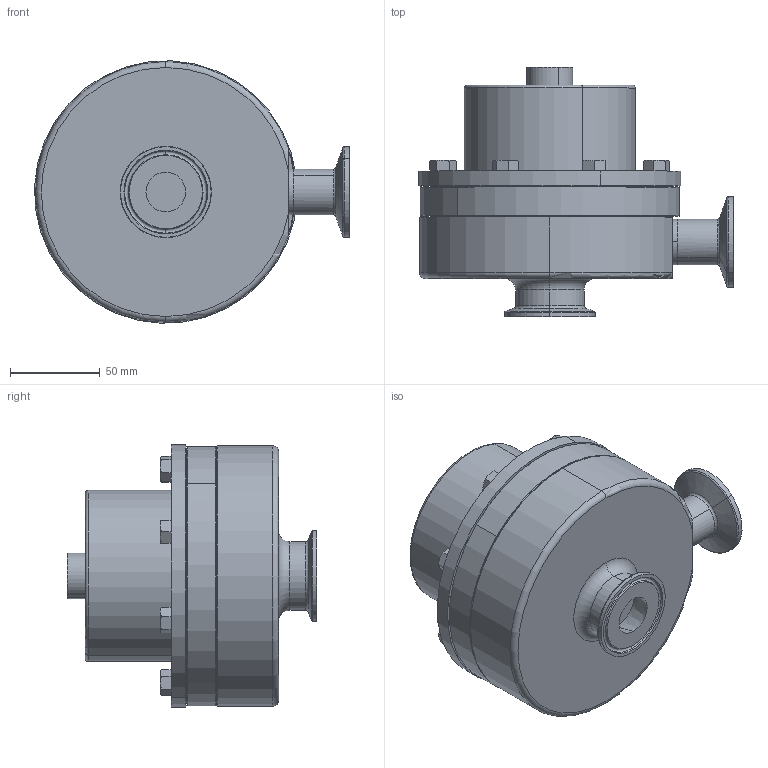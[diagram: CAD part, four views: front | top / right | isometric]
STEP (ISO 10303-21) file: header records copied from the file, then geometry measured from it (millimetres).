
FILE_DESCRIPTION (( 'STEP AP203' ), '1' );
FILE_NAME ('96A-100.STEP', '2017-06-07T11:52:54', ( '' ), ( '' ), 'SwSTEP 2.0', 'SolidWorks 2014', '' );
FILE_SCHEMA (( 'CONFIG_CONTROL_DESIGN' ));
Length unit declared in the file: inch
Products named in the file (2): 96A-100
Bounding box: 175.06 x 138.94 x 145.91 mm (x, y, z)
Volume: 1359747.5 mm3; surface area: 113933.5 mm2
Topology: 1 solids, 1 shells, 227 faces, 526 edges, 322 vertices
Faces by surface type: plane 72, cone 71, cylinder 61, torus 23
Entity records: 7047 total; most frequent: CARTESIAN_POINT 1667, DIRECTION 1128, ORIENTED_EDGE 1052, EDGE_CURVE 526, AXIS2_PLACEMENT_3D 473, VERTEX_POINT 322, EDGE_LOOP 280, CIRCLE 244
